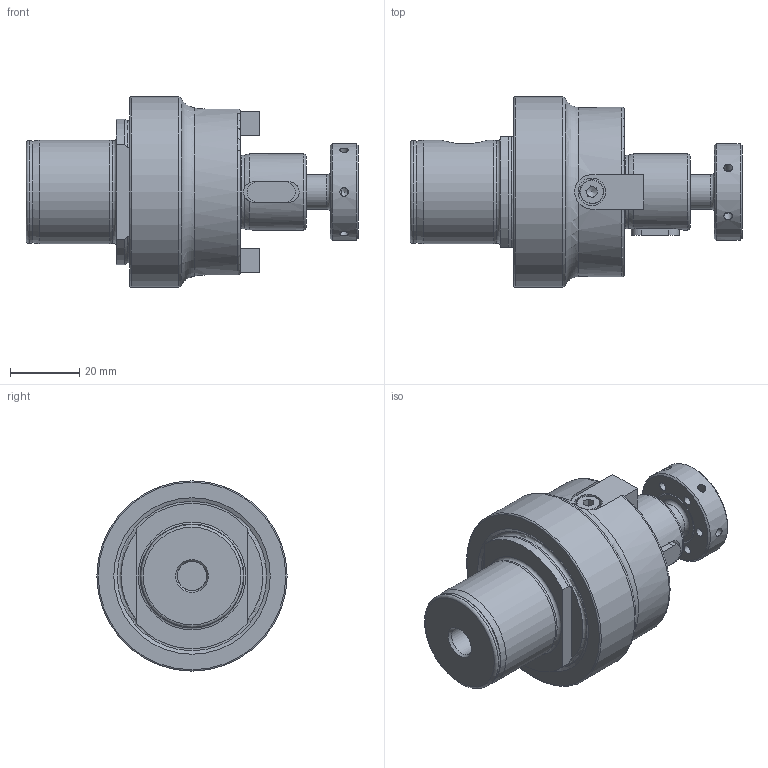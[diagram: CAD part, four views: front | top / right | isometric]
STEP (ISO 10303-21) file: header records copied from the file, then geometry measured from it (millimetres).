
FILE_DESCRIPTION (( 'STEP AP214' ), '1' );
FILE_NAME ('MB5.D22.K01.032.STEP', '2021-02-16T11:27:19', ( '' ), ( '' ), 'SwSTEP 2.0', 'SolidWorks 2017', '' );
FILE_SCHEMA (( 'AUTOMOTIVE_DESIGN' ));
Length unit declared in the file: millimetre
Products named in the file (8): MB5-D22.K01.032_C; ISO 4762 - M4 x 10; D22-ER1.K63.016_A; D22-ER1.K61.016; D22-ER3.001.014_A; MB5.D22.K01.032; D22-ER2.002.010_A; D22-ER1.K62.008_A
Assembly tree (9 placements, depth 3):
  MB5.D22.K01.032
    MB5-D22.K01.032_C
    D22-ER1.K61.016
      D22-ER1.K63.016_A
      D22-ER1.K62.008_A
    D22-ER2.002.010_A  x2
    D22-ER3.001.014_A
    ISO 4762 - M4 x 10  x2
Bounding box: 96 x 55 x 55 mm (x, y, z)
Volume: 98527.1 mm3; surface area: 24081.6 mm2
Topology: 8 solids, 8 shells, 235 faces, 536 edges, 308 vertices
Faces by surface type: cylinder 89, plane 77, cone 51, torus 18
Full cylindrical faces by diameter (mm): 2.5 x12, 3.3 x10, 4 x2, 4.5 x2, 7 x2, 8 x3, 8.5 x1, 10 x1, 10.5 x1, 15 x1, 16 x1, 21.3 x1, 22 x1, 28 x1, 30 x1, 55 x1
Entity records: 6483 total; most frequent: CARTESIAN_POINT 2133, DIRECTION 800, ORIENTED_EDGE 704, AXIS2_PLACEMENT_3D 356, EDGE_CURVE 352, EDGE_LOOP 307, FACE_OUTER_BOUND 255, VERTEX_POINT 233
